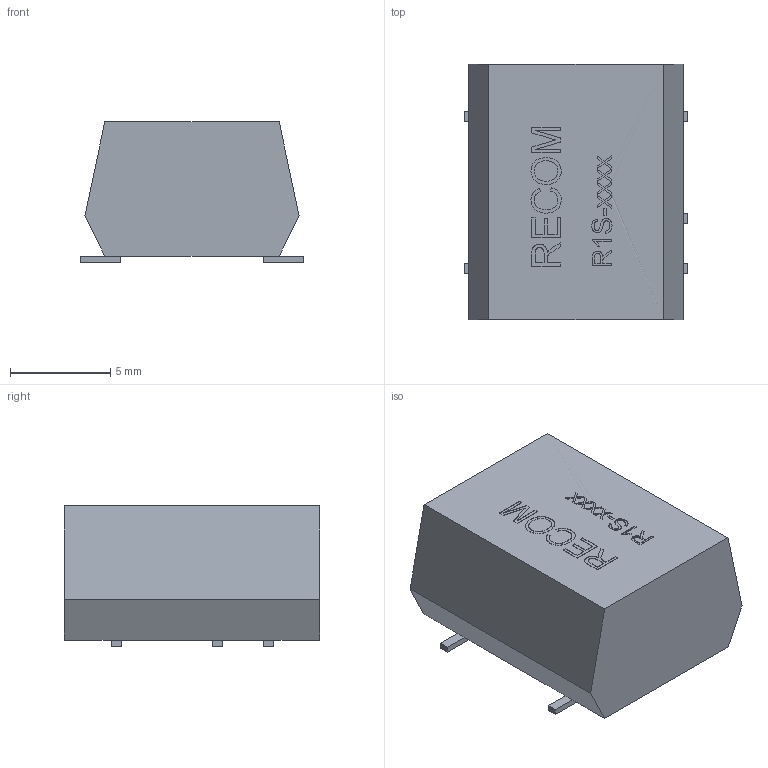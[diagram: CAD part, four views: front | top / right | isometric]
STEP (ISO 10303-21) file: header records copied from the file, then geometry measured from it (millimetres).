
FILE_DESCRIPTION (( 'STEP AP214' ), '1' );
FILE_NAME ('User Library-RECOM_R1S-xxxx.STEP', '2016-10-28T09:02:35', ( 'Windows User' ), ( '' ), 'SwSTEP 2.0', 'SolidWorks 2016', '' );
FILE_SCHEMA (( 'AUTOMOTIVE_DESIGN' ));
Length unit declared in the file: millimetre
Products named in the file (1): User Library-RECOM_R1S-xxxx
Bounding box: 11.1 x 12.75 x 7 mm (x, y, z)
Volume: 829.3 mm3; surface area: 546.1 mm2
Topology: 1 solids, 1 shells, 285 faces, 785 edges, 515 vertices
Faces by surface type: plane 166, bspline 119
Entity records: 12652 total; most frequent: CARTESIAN_POINT 3054, ORIENTED_EDGE 1570, DIRECTION 881, EDGE_CURVE 785, VECTOR 547, LINE 547, VERTEX_POINT 518, EDGE_LOOP 301
